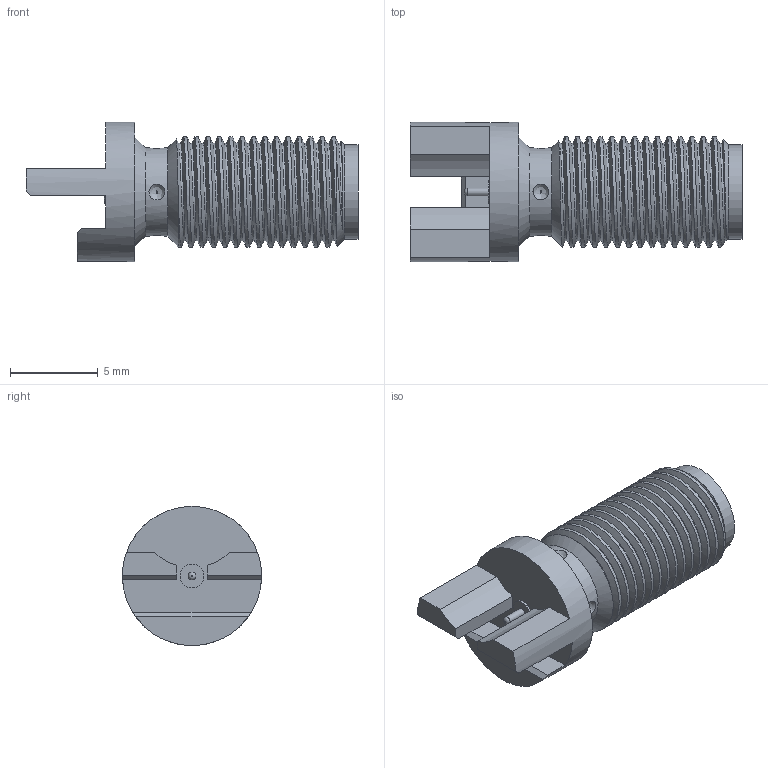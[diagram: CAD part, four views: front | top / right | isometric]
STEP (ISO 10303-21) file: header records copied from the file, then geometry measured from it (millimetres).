
FILE_DESCRIPTION(/* description */ ('Unknown'),/* implementation_level */ '2;1');
FILE_NAME(/* name */ '142-0781-821',/* time_stamp */ '2023-04-10T13:22:23+02:00',/* author */ ('Unknown'),/* organization */ ('Unknown'),/* preprocessor_version */ 'ST-DEVELOPER v18.102',/* originating_system */ 'Solid Edge',/* authorisation */ 'Unknown');
FILE_SCHEMA (('AUTOMOTIVE_DESIGN {1 0 10303 214 3 1 1}'));
Length unit declared in the file: millimetre
Products named in the file (1): 142-0781-821
Bounding box: 18.91 x 7.92 x 7.92 mm (x, y, z)
Volume: 392.3 mm3; surface area: 687 mm2
Topology: 1 solids, 1 shells, 51 faces, 122 edges, 82 vertices
Faces by surface type: plane 26, cylinder 12, bspline 6, cone 4, torus 3
Full cylindrical faces by diameter (mm): 0.45 x1, 1 x1, 1.141 x1, 1.35 x1, 4.5 x1, 5.026 x1, 5.354 x1, 7.925 x1
Entity records: 4997 total; most frequent: CARTESIAN_POINT 3621, DIRECTION 201, ORIENTED_EDGE 176, EDGE_CURVE 88, AXIS2_PLACEMENT_3D 83, EDGE_LOOP 80, FACE_BOUND 80, VERTEX_POINT 68
